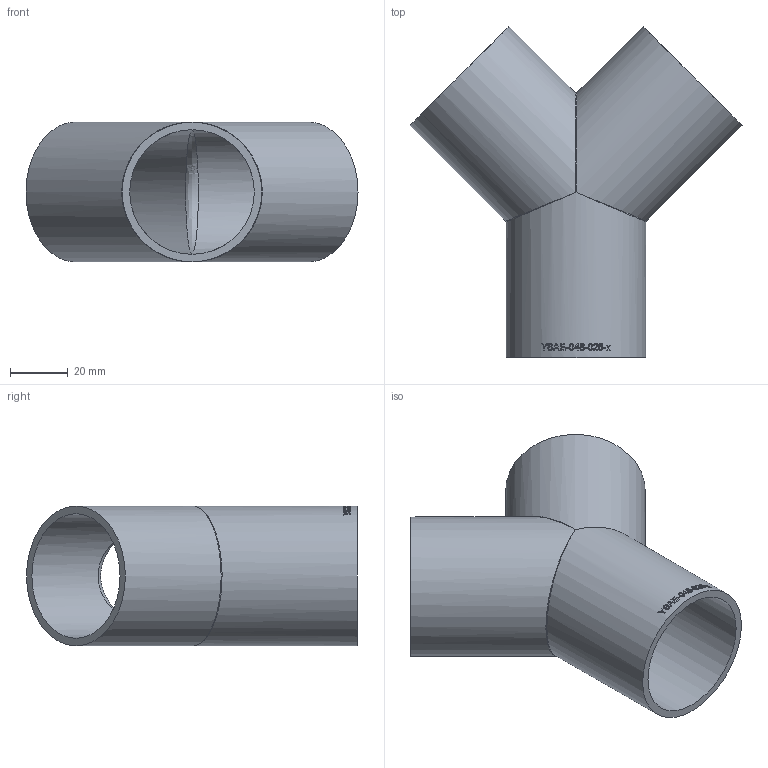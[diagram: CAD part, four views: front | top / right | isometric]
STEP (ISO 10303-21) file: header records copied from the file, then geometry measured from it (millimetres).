
FILE_DESCRIPTION (( 'STEP AP214' ), '1' );
FILE_NAME ('YSAE-048-026-x Y-Stück 2005.STEP', '2020-05-27T07:59:56', ( '' ), ( '' ), 'SwSTEP 2.0', 'SolidWorks 2019', '' );
FILE_SCHEMA (( 'AUTOMOTIVE_DESIGN' ));
Length unit declared in the file: millimetre
Products named in the file (1): YSAE-048-026-x Y-Stück 2005
Bounding box: 114.76 x 114.38 x 48.3 mm (x, y, z)
Volume: 53822.7 mm3; surface area: 42516 mm2
Topology: 1 solids, 1 shells, 194 faces, 517 edges, 332 vertices
Faces by surface type: bspline 109, plane 58, cylinder 27
Full cylindrical faces by diameter (mm): 43.1 x3, 48.3 x3
Entity records: 18999 total; most frequent: CARTESIAN_POINT 13317, ORIENTED_EDGE 984, EDGE_CURVE 492, DIRECTION 400, VERTEX_POINT 326, B_SPLINE_CURVE_WITH_KNOTS 326, EDGE_LOOP 224, FACE_OUTER_BOUND 200
